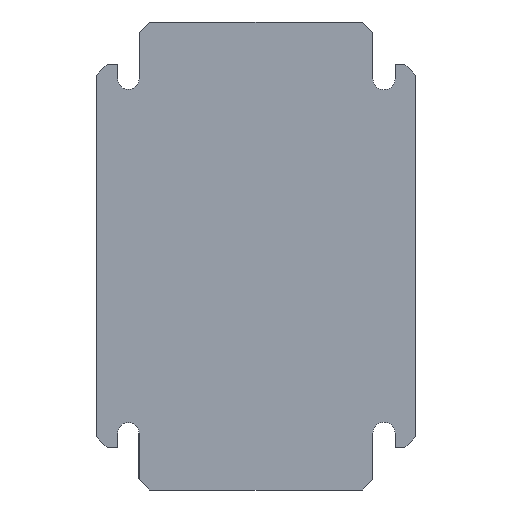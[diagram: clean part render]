
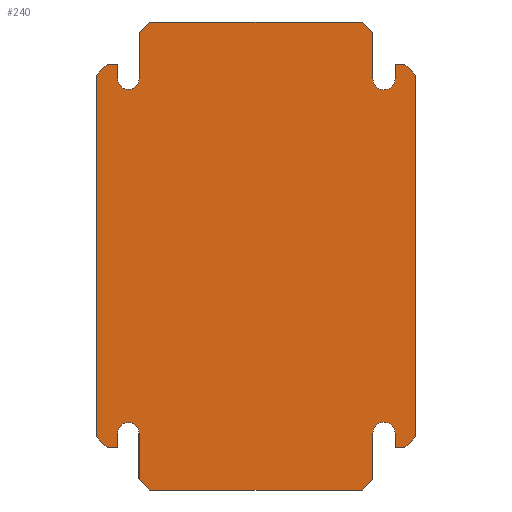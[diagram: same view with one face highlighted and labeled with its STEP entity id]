
A CAD part, front view. The second image highlights one B-rep face of the part: STEP entity #240.
In plain terms, the highlighted planar face has unit normal (0, -1, 0).
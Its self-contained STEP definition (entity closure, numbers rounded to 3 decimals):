
#207=CIRCLE('',#793,5.173);
#209=CIRCLE('',#801,5.);
#211=CIRCLE('',#811,5.);
#213=CIRCLE('',#819,5.173);
#240=ADVANCED_FACE('',(#296),#266,.T.);
#266=PLANE('',#825);
#296=FACE_OUTER_BOUND('',#326,.T.);
#326=EDGE_LOOP('',(#434,#435,#436,#437,#438,#439,#440,#441,#442,#443,#444,
#445,#446,#447,#448,#449,#450,#451,#452,#453,#454,#455,#456,#457,#458,#459,
#460,#461));
#434=ORIENTED_EDGE('',*,*,#633,.F.);
#435=ORIENTED_EDGE('',*,*,#634,.F.);
#436=ORIENTED_EDGE('',*,*,#631,.F.);
#437=ORIENTED_EDGE('',*,*,#628,.F.);
#438=ORIENTED_EDGE('',*,*,#625,.F.);
#439=ORIENTED_EDGE('',*,*,#622,.F.);
#440=ORIENTED_EDGE('',*,*,#619,.F.);
#441=ORIENTED_EDGE('',*,*,#616,.F.);
#442=ORIENTED_EDGE('',*,*,#613,.F.);
#443=ORIENTED_EDGE('',*,*,#610,.F.);
#444=ORIENTED_EDGE('',*,*,#607,.F.);
#445=ORIENTED_EDGE('',*,*,#604,.F.);
#446=ORIENTED_EDGE('',*,*,#601,.F.);
#447=ORIENTED_EDGE('',*,*,#598,.F.);
#448=ORIENTED_EDGE('',*,*,#595,.F.);
#449=ORIENTED_EDGE('',*,*,#592,.F.);
#450=ORIENTED_EDGE('',*,*,#589,.F.);
#451=ORIENTED_EDGE('',*,*,#586,.F.);
#452=ORIENTED_EDGE('',*,*,#583,.F.);
#453=ORIENTED_EDGE('',*,*,#580,.F.);
#454=ORIENTED_EDGE('',*,*,#577,.F.);
#455=ORIENTED_EDGE('',*,*,#574,.F.);
#456=ORIENTED_EDGE('',*,*,#571,.F.);
#457=ORIENTED_EDGE('',*,*,#568,.F.);
#458=ORIENTED_EDGE('',*,*,#565,.F.);
#459=ORIENTED_EDGE('',*,*,#562,.F.);
#460=ORIENTED_EDGE('',*,*,#559,.F.);
#461=ORIENTED_EDGE('',*,*,#556,.F.);
#500=VERTEX_POINT('',#991);
#501=VERTEX_POINT('',#993);
#503=VERTEX_POINT('',#999);
#505=VERTEX_POINT('',#1005);
#507=VERTEX_POINT('',#1011);
#509=VERTEX_POINT('',#1017);
#511=VERTEX_POINT('',#1023);
#513=VERTEX_POINT('',#1029);
#515=VERTEX_POINT('',#1035);
#517=VERTEX_POINT('',#1041);
#519=VERTEX_POINT('',#1047);
#521=VERTEX_POINT('',#1053);
#523=VERTEX_POINT('',#1059);
#525=VERTEX_POINT('',#1065);
#527=VERTEX_POINT('',#1071);
#529=VERTEX_POINT('',#1077);
#531=VERTEX_POINT('',#1083);
#533=VERTEX_POINT('',#1089);
#535=VERTEX_POINT('',#1095);
#537=VERTEX_POINT('',#1101);
#539=VERTEX_POINT('',#1107);
#541=VERTEX_POINT('',#1113);
#543=VERTEX_POINT('',#1119);
#545=VERTEX_POINT('',#1125);
#547=VERTEX_POINT('',#1131);
#549=VERTEX_POINT('',#1137);
#551=VERTEX_POINT('',#1143);
#552=VERTEX_POINT('',#1147);
#556=EDGE_CURVE('',#500,#501,#640,.T.);
#559=EDGE_CURVE('',#501,#503,#207,.T.);
#562=EDGE_CURVE('',#503,#505,#644,.T.);
#565=EDGE_CURVE('',#505,#507,#647,.T.);
#568=EDGE_CURVE('',#507,#509,#650,.T.);
#571=EDGE_CURVE('',#509,#511,#653,.T.);
#574=EDGE_CURVE('',#511,#513,#656,.T.);
#577=EDGE_CURVE('',#513,#515,#209,.T.);
#580=EDGE_CURVE('',#515,#517,#660,.T.);
#583=EDGE_CURVE('',#517,#519,#663,.T.);
#586=EDGE_CURVE('',#519,#521,#666,.T.);
#589=EDGE_CURVE('',#521,#523,#669,.T.);
#592=EDGE_CURVE('',#523,#525,#672,.T.);
#595=EDGE_CURVE('',#525,#527,#675,.T.);
#598=EDGE_CURVE('',#527,#529,#678,.T.);
#601=EDGE_CURVE('',#529,#531,#211,.T.);
#604=EDGE_CURVE('',#531,#533,#682,.T.);
#607=EDGE_CURVE('',#533,#535,#685,.T.);
#610=EDGE_CURVE('',#535,#537,#688,.T.);
#613=EDGE_CURVE('',#537,#539,#691,.T.);
#616=EDGE_CURVE('',#539,#541,#694,.T.);
#619=EDGE_CURVE('',#541,#543,#213,.T.);
#622=EDGE_CURVE('',#543,#545,#698,.T.);
#625=EDGE_CURVE('',#545,#547,#701,.T.);
#628=EDGE_CURVE('',#547,#549,#704,.T.);
#631=EDGE_CURVE('',#549,#551,#707,.T.);
#633=EDGE_CURVE('',#552,#500,#709,.T.);
#634=EDGE_CURVE('',#551,#552,#710,.T.);
#640=LINE('',#992,#716);
#644=LINE('',#1004,#720);
#647=LINE('',#1010,#723);
#650=LINE('',#1016,#726);
#653=LINE('',#1022,#729);
#656=LINE('',#1028,#732);
#660=LINE('',#1040,#736);
#663=LINE('',#1046,#739);
#666=LINE('',#1052,#742);
#669=LINE('',#1058,#745);
#672=LINE('',#1064,#748);
#675=LINE('',#1070,#751);
#678=LINE('',#1076,#754);
#682=LINE('',#1088,#758);
#685=LINE('',#1094,#761);
#688=LINE('',#1100,#764);
#691=LINE('',#1106,#767);
#694=LINE('',#1112,#770);
#698=LINE('',#1124,#774);
#701=LINE('',#1130,#777);
#704=LINE('',#1136,#780);
#707=LINE('',#1142,#783);
#709=LINE('',#1146,#785);
#710=LINE('',#1148,#786);
#716=VECTOR('',#834,1.);
#720=VECTOR('',#846,1.);
#723=VECTOR('',#851,1.);
#726=VECTOR('',#856,1.);
#729=VECTOR('',#861,1.);
#732=VECTOR('',#866,1.);
#736=VECTOR('',#878,1.);
#739=VECTOR('',#883,1.);
#742=VECTOR('',#888,1.);
#745=VECTOR('',#893,1.);
#748=VECTOR('',#898,1.);
#751=VECTOR('',#903,1.);
#754=VECTOR('',#908,1.);
#758=VECTOR('',#920,1.);
#761=VECTOR('',#925,1.);
#764=VECTOR('',#930,1.);
#767=VECTOR('',#935,1.);
#770=VECTOR('',#940,1.);
#774=VECTOR('',#952,1.);
#777=VECTOR('',#957,1.);
#780=VECTOR('',#962,1.);
#783=VECTOR('',#967,1.);
#785=VECTOR('',#971,1.);
#786=VECTOR('',#972,1.);
#793=AXIS2_PLACEMENT_3D('',#998,#840,#841);
#801=AXIS2_PLACEMENT_3D('',#1034,#872,#873);
#811=AXIS2_PLACEMENT_3D('',#1082,#914,#915);
#819=AXIS2_PLACEMENT_3D('',#1118,#946,#947);
#825=AXIS2_PLACEMENT_3D('',#1149,#973,#974);
#834=DIRECTION('',(0.,0.,1.));
#840=DIRECTION('',(0.,-1.,0.));
#841=DIRECTION('',(-1.,0.,0.));
#846=DIRECTION('',(0.,0.,-1.));
#851=DIRECTION('',(-0.707,0.,-0.707));
#856=DIRECTION('',(-1.,0.,0.));
#861=DIRECTION('',(-0.707,0.,0.707));
#866=DIRECTION('',(0.,0.,1.));
#872=DIRECTION('',(0.,-1.,0.));
#873=DIRECTION('',(-1.,0.,0.));
#878=DIRECTION('',(0.,0.,-1.));
#883=DIRECTION('',(-1.,0.,0.));
#888=DIRECTION('',(-0.707,0.,0.707));
#893=DIRECTION('',(0.,0.,1.));
#898=DIRECTION('',(0.707,0.,0.707));
#903=DIRECTION('',(1.,0.,0.));
#908=DIRECTION('',(0.,0.,-1.));
#914=DIRECTION('',(0.,-1.,0.));
#915=DIRECTION('',(1.,0.,0.));
#920=DIRECTION('',(0.,0.,1.));
#925=DIRECTION('',(0.707,0.,0.707));
#930=DIRECTION('',(1.,0.,0.));
#935=DIRECTION('',(0.707,0.,-0.707));
#940=DIRECTION('',(0.,0.,-1.));
#946=DIRECTION('',(0.,-1.,0.));
#947=DIRECTION('',(1.,0.,0.));
#952=DIRECTION('',(0.,0.,1.));
#957=DIRECTION('',(1.,0.,0.));
#962=DIRECTION('',(0.707,0.,-0.707));
#967=DIRECTION('',(0.,0.,-1.));
#971=DIRECTION('',(-1.,0.,0.));
#972=DIRECTION('',(-0.707,0.,-0.707));
#973=DIRECTION('',(0.,-1.,0.));
#974=DIRECTION('',(1.,0.,0.));
#991=CARTESIAN_POINT('',(65.046,40.8,39.79));
#992=CARTESIAN_POINT('',(65.046,40.8,39.79));
#993=CARTESIAN_POINT('',(65.046,40.8,46.49));
#998=CARTESIAN_POINT('',(59.873,40.8,46.49));
#999=CARTESIAN_POINT('',(54.7,40.8,46.49));
#1004=CARTESIAN_POINT('',(54.7,40.8,46.49));
#1005=CARTESIAN_POINT('',(54.7,40.8,24.79));
#1010=CARTESIAN_POINT('',(54.7,40.8,24.79));
#1011=CARTESIAN_POINT('',(49.7,40.8,19.79));
#1016=CARTESIAN_POINT('',(49.7,40.8,19.79));
#1017=CARTESIAN_POINT('',(-50.3,40.8,19.79));
#1022=CARTESIAN_POINT('',(-50.3,40.8,19.79));
#1023=CARTESIAN_POINT('',(-55.3,40.8,24.79));
#1028=CARTESIAN_POINT('',(-55.3,40.8,24.79));
#1029=CARTESIAN_POINT('',(-55.3,40.8,46.49));
#1034=CARTESIAN_POINT('',(-60.3,40.8,46.49));
#1035=CARTESIAN_POINT('',(-65.3,40.8,46.49));
#1040=CARTESIAN_POINT('',(-65.3,40.8,46.49));
#1041=CARTESIAN_POINT('',(-65.3,40.8,39.79));
#1046=CARTESIAN_POINT('',(-65.3,40.8,39.79));
#1047=CARTESIAN_POINT('',(-70.3,40.8,39.79));
#1052=CARTESIAN_POINT('',(-70.3,40.8,39.79));
#1053=CARTESIAN_POINT('',(-75.3,40.8,44.79));
#1058=CARTESIAN_POINT('',(-75.3,40.8,44.79));
#1059=CARTESIAN_POINT('',(-75.3,40.8,214.79));
#1064=CARTESIAN_POINT('',(-75.3,40.8,214.79));
#1065=CARTESIAN_POINT('',(-70.3,40.8,219.79));
#1070=CARTESIAN_POINT('',(-70.3,40.8,219.79));
#1071=CARTESIAN_POINT('',(-65.3,40.8,219.79));
#1076=CARTESIAN_POINT('',(-65.3,40.8,219.79));
#1077=CARTESIAN_POINT('',(-65.3,40.8,213.091));
#1082=CARTESIAN_POINT('',(-60.3,40.8,213.091));
#1083=CARTESIAN_POINT('',(-55.3,40.8,213.091));
#1088=CARTESIAN_POINT('',(-55.3,40.8,213.091));
#1089=CARTESIAN_POINT('',(-55.3,40.8,234.79));
#1094=CARTESIAN_POINT('',(-55.3,40.8,234.79));
#1095=CARTESIAN_POINT('',(-50.3,40.8,239.79));
#1100=CARTESIAN_POINT('',(-50.3,40.8,239.79));
#1101=CARTESIAN_POINT('',(49.7,40.8,239.79));
#1106=CARTESIAN_POINT('',(49.7,40.8,239.79));
#1107=CARTESIAN_POINT('',(54.7,40.8,234.79));
#1112=CARTESIAN_POINT('',(54.7,40.8,234.79));
#1113=CARTESIAN_POINT('',(54.7,40.8,213.091));
#1118=CARTESIAN_POINT('',(59.873,40.8,213.091));
#1119=CARTESIAN_POINT('',(65.046,40.8,213.091));
#1124=CARTESIAN_POINT('',(65.046,40.8,213.091));
#1125=CARTESIAN_POINT('',(65.046,40.8,219.79));
#1130=CARTESIAN_POINT('',(65.046,40.8,219.79));
#1131=CARTESIAN_POINT('',(69.7,40.8,219.79));
#1136=CARTESIAN_POINT('',(69.7,40.8,219.79));
#1137=CARTESIAN_POINT('',(74.7,40.8,214.79));
#1142=CARTESIAN_POINT('',(74.7,40.8,214.79));
#1143=CARTESIAN_POINT('',(74.7,40.8,44.79));
#1146=CARTESIAN_POINT('',(69.7,40.8,39.79));
#1147=CARTESIAN_POINT('',(69.7,40.8,39.79));
#1148=CARTESIAN_POINT('',(74.7,40.8,44.79));
#1149=CARTESIAN_POINT('',(-0.3,40.8,129.79));
